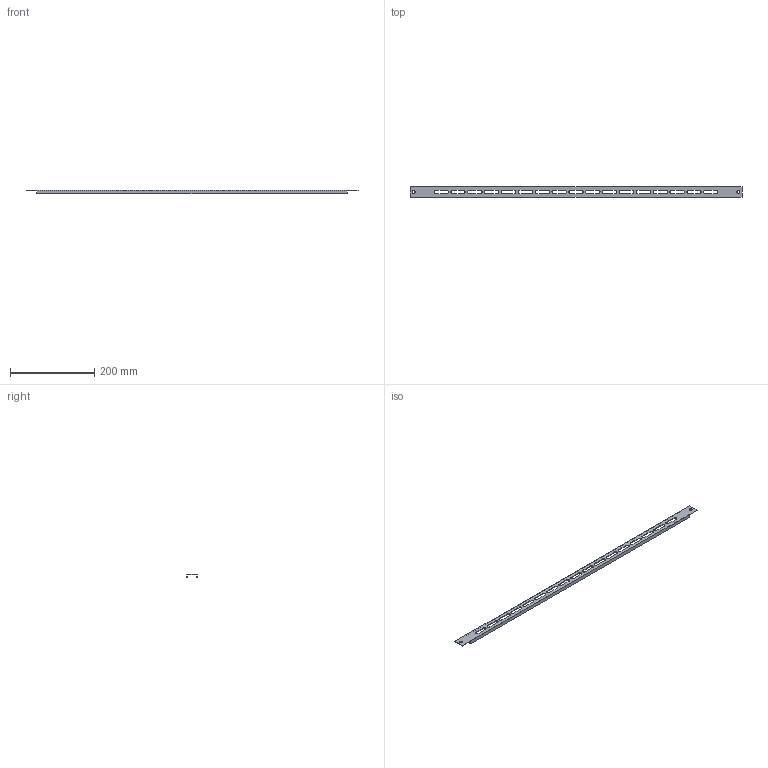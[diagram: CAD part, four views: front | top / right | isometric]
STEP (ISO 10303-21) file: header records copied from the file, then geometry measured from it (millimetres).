
FILE_DESCRIPTION (( 'STEP AP214' ), '1' );
FILE_NAME ('YKM30-PL-079 Ïëàíêà 25õ790 (îöèíê), äëÿ ÊÑÐÌ (ê-ò 2 øò.).STEP', '2016-10-19T13:13:38', ( 'user' ), ( '' ), 'SwSTEP 2.0', 'SolidWorks 2014', '' );
FILE_SCHEMA (( 'AUTOMOTIVE_DESIGN' ));
Length unit declared in the file: millimetre
Products named in the file (1): YKM30-PL-079 Ïëàíêà 25õ790 (îöèíê), äëÿ ÊÑÐÌ (ê-ò 2 øò.)
Bounding box: 788 x 25 x 8 mm (x, y, z)
Volume: 37216.7 mm3; surface area: 54128.4 mm2
Topology: 1 solids, 1 shells, 103 faces, 303 edges, 202 vertices
Faces by surface type: cylinder 55, plane 48
Entity records: 3577 total; most frequent: DIRECTION 621, CARTESIAN_POINT 609, ORIENTED_EDGE 606, EDGE_CURVE 303, AXIS2_PLACEMENT_3D 214, VERTEX_POINT 202, LINE 193, VECTOR 193
